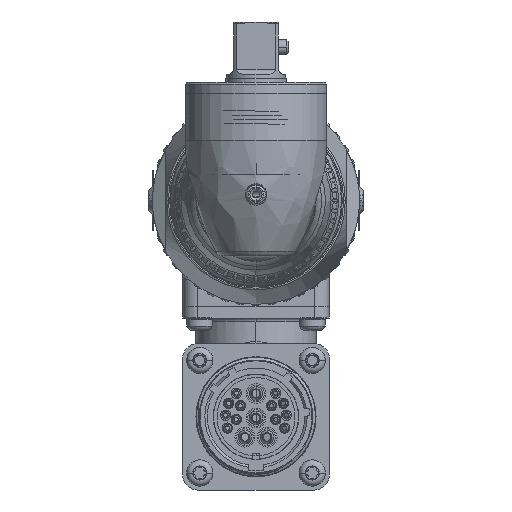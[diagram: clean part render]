
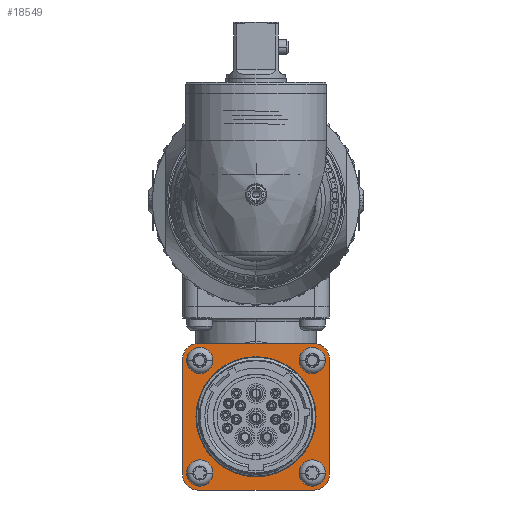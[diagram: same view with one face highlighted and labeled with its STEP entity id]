
A CAD part, left-side view. The second image highlights one B-rep face of the part: STEP entity #18549.
In plain terms, the highlighted planar face has unit normal (-1, 0, 0).
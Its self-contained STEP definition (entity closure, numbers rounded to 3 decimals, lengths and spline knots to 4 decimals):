
#18182=CARTESIAN_POINT('',(6.726,0.005,-1.8));
#18183=DIRECTION('',(1.,0.,0.));
#18184=DIRECTION('',(0.,0.,1.));
#18185=AXIS2_PLACEMENT_3D('',#18182,#18183,#18184);
#18187=CARTESIAN_POINT('',(6.726,0.005,-1.8));
#18188=DIRECTION('',(1.,0.,0.));
#18189=DIRECTION('',(0.,0.,-1.));
#18190=AXIS2_PLACEMENT_3D('',#18187,#18188,#18189);
#18192=CARTESIAN_POINT('',(6.726,-0.4635,-1.3315));
#18193=DIRECTION('',(-1.,0.,0.));
#18194=DIRECTION('',(0.,-1.,0.));
#18195=AXIS2_PLACEMENT_3D('',#18192,#18193,#18194);
#18197=CARTESIAN_POINT('',(6.726,-0.4635,-1.3315));
#18198=DIRECTION('',(-1.,0.,0.));
#18199=DIRECTION('',(0.,1.,0.));
#18200=AXIS2_PLACEMENT_3D('',#18197,#18198,#18199);
#18202=CARTESIAN_POINT('',(6.726,0.4735,-1.3315));
#18203=DIRECTION('',(-1.,0.,0.));
#18204=DIRECTION('',(0.,-1.,0.));
#18205=AXIS2_PLACEMENT_3D('',#18202,#18203,#18204);
#18207=CARTESIAN_POINT('',(6.726,0.4735,-1.3315));
#18208=DIRECTION('',(-1.,0.,0.));
#18209=DIRECTION('',(0.,1.,0.));
#18210=AXIS2_PLACEMENT_3D('',#18207,#18208,#18209);
#18212=CARTESIAN_POINT('',(6.726,0.4735,-2.2685));
#18213=DIRECTION('',(-1.,0.,0.));
#18214=DIRECTION('',(0.,-1.,0.));
#18215=AXIS2_PLACEMENT_3D('',#18212,#18213,#18214);
#18217=CARTESIAN_POINT('',(6.726,0.4735,-2.2685));
#18218=DIRECTION('',(-1.,0.,0.));
#18219=DIRECTION('',(0.,1.,0.));
#18220=AXIS2_PLACEMENT_3D('',#18217,#18218,#18219);
#18222=CARTESIAN_POINT('',(6.726,-0.4635,-2.2685));
#18223=DIRECTION('',(-1.,0.,0.));
#18224=DIRECTION('',(0.,-1.,0.));
#18225=AXIS2_PLACEMENT_3D('',#18222,#18223,#18224);
#18227=CARTESIAN_POINT('',(6.726,-0.4635,-2.2685));
#18228=DIRECTION('',(-1.,0.,0.));
#18229=DIRECTION('',(0.,1.,0.));
#18230=AXIS2_PLACEMENT_3D('',#18227,#18228,#18229);
#18232=CARTESIAN_POINT('',(6.726,-0.48,-1.315));
#18233=DIRECTION('',(-1.,0.,0.));
#18234=DIRECTION('',(0.,-1.,0.));
#18235=AXIS2_PLACEMENT_3D('',#18232,#18233,#18234);
#18237=DIRECTION('',(0.,0.,1.));
#18238=VECTOR('',#18237,0.97);
#18239=CARTESIAN_POINT('',(6.726,-0.605,-2.285));
#18240=LINE('',#18239,#18238);
#18241=CARTESIAN_POINT('',(6.726,-0.48,-2.285));
#18242=DIRECTION('',(-1.,0.,0.));
#18243=DIRECTION('',(0.,0.,-1.));
#18244=AXIS2_PLACEMENT_3D('',#18241,#18242,#18243);
#18246=DIRECTION('',(0.,-1.,0.));
#18247=VECTOR('',#18246,0.97);
#18248=CARTESIAN_POINT('',(6.726,0.49,-2.41));
#18249=LINE('',#18248,#18247);
#18250=CARTESIAN_POINT('',(6.726,0.49,-2.285));
#18251=DIRECTION('',(-1.,0.,0.));
#18252=DIRECTION('',(0.,1.,0.));
#18253=AXIS2_PLACEMENT_3D('',#18250,#18251,#18252);
#18255=DIRECTION('',(0.,0.,-1.));
#18256=VECTOR('',#18255,0.97);
#18257=CARTESIAN_POINT('',(6.726,0.615,-1.315));
#18258=LINE('',#18257,#18256);
#18259=CARTESIAN_POINT('',(6.726,0.49,-1.315));
#18260=DIRECTION('',(-1.,0.,0.));
#18261=DIRECTION('',(0.,0.,1.));
#18262=AXIS2_PLACEMENT_3D('',#18259,#18260,#18261);
#18264=DIRECTION('',(0.,1.,0.));
#18265=VECTOR('',#18264,0.97);
#18266=CARTESIAN_POINT('',(6.726,-0.48,-1.19));
#18267=LINE('',#18266,#18265);
#18316=CARTESIAN_POINT('',(6.726,0.005,-1.3));
#18317=CARTESIAN_POINT('',(6.726,0.005,-2.3));
#18318=VERTEX_POINT('',#18316);
#18319=VERTEX_POINT('',#18317);
#18336=CARTESIAN_POINT('',(6.726,-0.5275,-1.3315));
#18337=CARTESIAN_POINT('',(6.726,-0.3995,-1.3315));
#18338=VERTEX_POINT('',#18336);
#18339=VERTEX_POINT('',#18337);
#18340=CARTESIAN_POINT('',(6.726,0.4095,-1.3315));
#18341=CARTESIAN_POINT('',(6.726,0.5375,-1.3315));
#18342=VERTEX_POINT('',#18340);
#18343=VERTEX_POINT('',#18341);
#18344=CARTESIAN_POINT('',(6.726,0.4095,-2.2685));
#18345=CARTESIAN_POINT('',(6.726,0.5375,-2.2685));
#18346=VERTEX_POINT('',#18344);
#18347=VERTEX_POINT('',#18345);
#18348=CARTESIAN_POINT('',(6.726,-0.5275,-2.2685));
#18349=CARTESIAN_POINT('',(6.726,-0.3995,-2.2685));
#18350=VERTEX_POINT('',#18348);
#18351=VERTEX_POINT('',#18349);
#18356=CARTESIAN_POINT('',(6.726,-0.605,-1.315));
#18357=VERTEX_POINT('',#18356);
#18358=CARTESIAN_POINT('',(6.726,-0.48,-1.19));
#18359=VERTEX_POINT('',#18358);
#18364=CARTESIAN_POINT('',(6.726,-0.48,-2.41));
#18365=VERTEX_POINT('',#18364);
#18366=CARTESIAN_POINT('',(6.726,-0.605,-2.285));
#18367=VERTEX_POINT('',#18366);
#18372=CARTESIAN_POINT('',(6.726,0.49,-1.19));
#18373=VERTEX_POINT('',#18372);
#18374=CARTESIAN_POINT('',(6.726,0.615,-1.315));
#18375=VERTEX_POINT('',#18374);
#18380=CARTESIAN_POINT('',(6.726,0.615,-2.285));
#18381=VERTEX_POINT('',#18380);
#18382=CARTESIAN_POINT('',(6.726,0.49,-2.41));
#18383=VERTEX_POINT('',#18382);
#18497=CARTESIAN_POINT('',(6.726,0.005,-1.8));
#18498=DIRECTION('',(-1.,0.,0.));
#18499=DIRECTION('',(0.,0.,1.));
#18500=AXIS2_PLACEMENT_3D('',#18497,#18498,#18499);
#18501=PLANE('',#18500);
#18503=ORIENTED_EDGE('',*,*,#18502,.F.);
#18505=ORIENTED_EDGE('',*,*,#18504,.F.);
#18507=ORIENTED_EDGE('',*,*,#18506,.F.);
#18509=ORIENTED_EDGE('',*,*,#18508,.F.);
#18511=ORIENTED_EDGE('',*,*,#18510,.F.);
#18513=ORIENTED_EDGE('',*,*,#18512,.F.);
#18515=ORIENTED_EDGE('',*,*,#18514,.F.);
#18517=ORIENTED_EDGE('',*,*,#18516,.F.);
#18518=EDGE_LOOP('',(#18503,#18505,#18507,#18509,#18511,#18513,#18515,#18517));
#18519=FACE_OUTER_BOUND('',#18518,.F.);
#18521=ORIENTED_EDGE('',*,*,#18520,.T.);
#18523=ORIENTED_EDGE('',*,*,#18522,.T.);
#18524=EDGE_LOOP('',(#18521,#18523));
#18525=FACE_BOUND('',#18524,.F.);
#18527=ORIENTED_EDGE('',*,*,#18526,.T.);
#18529=ORIENTED_EDGE('',*,*,#18528,.T.);
#18530=EDGE_LOOP('',(#18527,#18529));
#18531=FACE_BOUND('',#18530,.F.);
#18533=ORIENTED_EDGE('',*,*,#18532,.T.);
#18535=ORIENTED_EDGE('',*,*,#18534,.T.);
#18536=EDGE_LOOP('',(#18533,#18535));
#18537=FACE_BOUND('',#18536,.F.);
#18539=ORIENTED_EDGE('',*,*,#18538,.T.);
#18541=ORIENTED_EDGE('',*,*,#18540,.T.);
#18542=EDGE_LOOP('',(#18539,#18541));
#18543=FACE_BOUND('',#18542,.F.);
#18544=ORIENTED_EDGE('',*,*,#18487,.F.);
#18546=ORIENTED_EDGE('',*,*,#18545,.F.);
#18547=EDGE_LOOP('',(#18544,#18546));
#18548=FACE_BOUND('',#18547,.F.);
#18549=ADVANCED_FACE('',(#18519,#18525,#18531,#18537,#18543,#18548),#18501,.T.);
#18186=CIRCLE('',#18185,0.5);
#18191=CIRCLE('',#18190,0.5);
#18196=CIRCLE('',#18195,0.064);
#18201=CIRCLE('',#18200,0.064);
#18206=CIRCLE('',#18205,0.064);
#18211=CIRCLE('',#18210,0.064);
#18216=CIRCLE('',#18215,0.064);
#18221=CIRCLE('',#18220,0.064);
#18226=CIRCLE('',#18225,0.064);
#18231=CIRCLE('',#18230,0.064);
#18236=CIRCLE('',#18235,0.125);
#18245=CIRCLE('',#18244,0.125);
#18254=CIRCLE('',#18253,0.125);
#18263=CIRCLE('',#18262,0.125);
#18487=EDGE_CURVE('',#18318,#18319,#18186,.T.);
#18502=EDGE_CURVE('',#18357,#18359,#18236,.T.);
#18504=EDGE_CURVE('',#18367,#18357,#18240,.T.);
#18506=EDGE_CURVE('',#18365,#18367,#18245,.T.);
#18508=EDGE_CURVE('',#18383,#18365,#18249,.T.);
#18510=EDGE_CURVE('',#18381,#18383,#18254,.T.);
#18512=EDGE_CURVE('',#18375,#18381,#18258,.T.);
#18514=EDGE_CURVE('',#18373,#18375,#18263,.T.);
#18516=EDGE_CURVE('',#18359,#18373,#18267,.T.);
#18520=EDGE_CURVE('',#18338,#18339,#18196,.T.);
#18522=EDGE_CURVE('',#18339,#18338,#18201,.T.);
#18526=EDGE_CURVE('',#18342,#18343,#18206,.T.);
#18528=EDGE_CURVE('',#18343,#18342,#18211,.T.);
#18532=EDGE_CURVE('',#18346,#18347,#18216,.T.);
#18534=EDGE_CURVE('',#18347,#18346,#18221,.T.);
#18538=EDGE_CURVE('',#18350,#18351,#18226,.T.);
#18540=EDGE_CURVE('',#18351,#18350,#18231,.T.);
#18545=EDGE_CURVE('',#18319,#18318,#18191,.T.);
